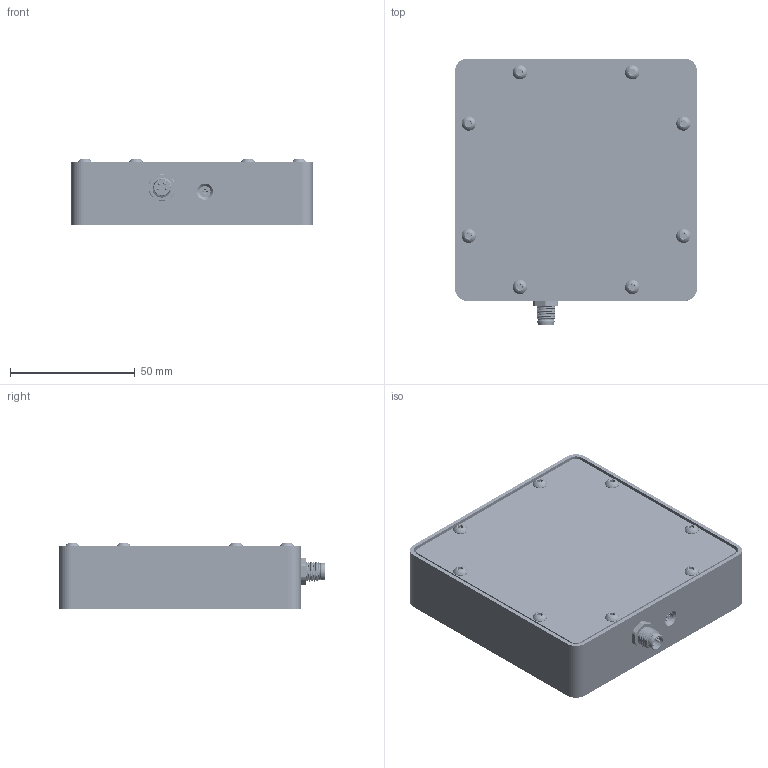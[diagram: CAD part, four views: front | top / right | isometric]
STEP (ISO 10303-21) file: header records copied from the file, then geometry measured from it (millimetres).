
FILE_DESCRIPTION(/* description */ (''),/* implementation_level */ '2;1');
FILE_NAME(/* name */ '20089 - STP01v02 - Spot Light_SL09 .step',/* time_stamp */ '2021-03-22T16:32:23-06:00',/* author */ (''),/* organization */ (''),/* preprocessor_version */ 'ST-DEVELOPER v18.1',/* originating_system */ 'Autodesk Translation Framework v9.10.0.1330',/* authorisation */ '');
FILE_SCHEMA (('AUTOMOTIVE_DESIGN { 1 0 10303 214 3 1 1 }'));
Products named in the file (12): (Unsaved); Base cuadrada; Base cuadrada v1; 92095A181; DVR; 20089_PCB02v00c - DRV v1; POT120089_PCB02v00c_-_DRV_MCU; 3361p001; CN120089_PCB02v00c_-_DRV_MCU; c-t4040014041-000-a-3d; Difusor; Difusor v2
Assembly tree (18 placements, depth 5):
  (Unsaved)
    Base cuadrada
      Base cuadrada v1
    92095A181  x8
    DVR
      20089_PCB02v00c - DRV v1
        POT120089_PCB02v00c_-_DRV_MCU
          3361p001
        CN120089_PCB02v00c_-_DRV_MCU
          c-t4040014041-000-a-3d
    Difusor
      Difusor v2
Bounding box: 97 x 106.81 x 26.7 mm (x, y, z)
Volume: 108380.2 mm3; surface area: 54887.5 mm2
Topology: 9 solids, 21 shells, 1866 faces, 6150 edges, 4378 vertices
Faces by surface type: cylinder 1067, plane 609, cone 91, bspline 71, sphere 18, torus 10
Full cylindrical faces by diameter (mm): 0.305 x2, 0.406 x1, 0.457 x2, 0.508 x4, 0.6 x4, 0.66 x2, 1 x4, 1.05 x4, 2.35 x128, 2.529 x180, 2.845 x1, 2.946 x1, 3 x120, 3.086 x180, 3.332 x96, 3.5 x8, 4.109 x96, 4.5 x1, 5.7 x8, 5.8 x1, 6.5 x1, 6.9 x1
Entity records: 270936 total; most frequent: CARTESIAN_POINT 230898, ORIENTED_EDGE 10160, DIRECTION 5832, EDGE_CURVE 5080, VERTEX_POINT 3713, B_SPLINE_CURVE_WITH_KNOTS 2554, LINE 2048, VECTOR 2048
